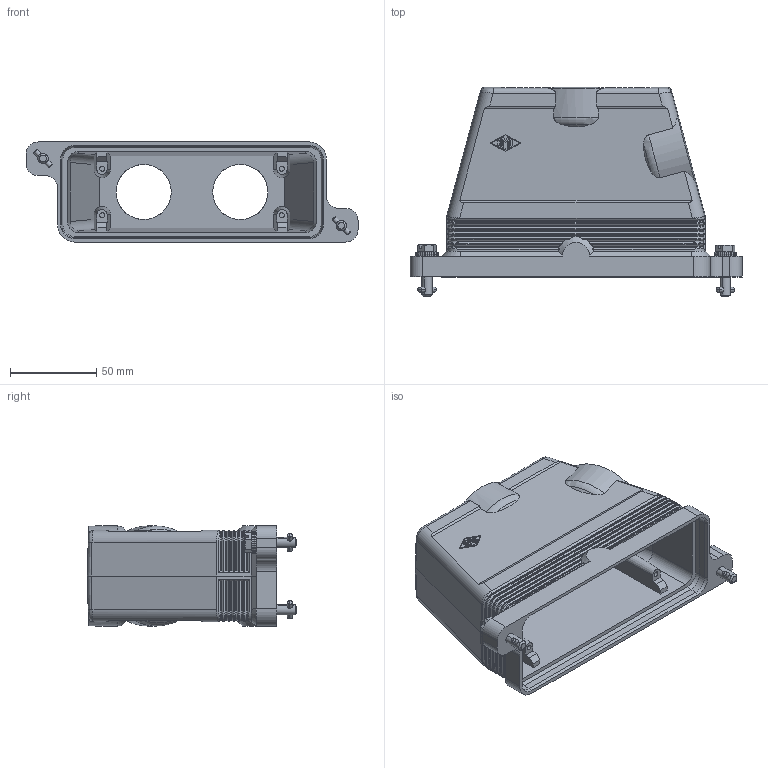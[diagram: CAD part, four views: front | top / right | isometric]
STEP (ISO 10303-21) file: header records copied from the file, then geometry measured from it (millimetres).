
FILE_DESCRIPTION(('Creo Elements/Direct Modeling STEP Export'),'2;1');
FILE_NAME('223mij85tv7o4ih1492','2023-11-30T15:32:36',(''),(''),'Creo Elements/Direct Modeling STEP processor for AP214 (Solid Model)','Creo Elements/Direct Modeling 20.5B 27-May-2023 (C) Parametric Technology GmbH','');
FILE_SCHEMA(('AUTOMOTIVE_DESIGN { 1 0 10303 214 1 1 1 1 }'));
Products named in the file (2): MGV 24.232 B
Assembly tree (1 placements, depth 2):
  MGV 24.232 B
    MGV 24.232 B
Bounding box: 192.5 x 121.45 x 58 mm (x, y, z)
Volume: 99 mm3; surface area: 99930.2 mm2
Topology: 4 solids, 7 shells, 617 faces, 1509 edges, 912 vertices
Faces by surface type: plane 260, cylinder 137, cone 74, extrusion 74, bspline 60, sphere 8, torus 4
Entity records: 44678 total; most frequent: CARTESIAN_POINT 26793, ORIENTED_EDGE 3034, DIRECTION 2238, EDGE_CURVE 1509, VERTEX_POINT 912, VECTOR 872, LINE 806, AXIS2_PLACEMENT_3D 683
